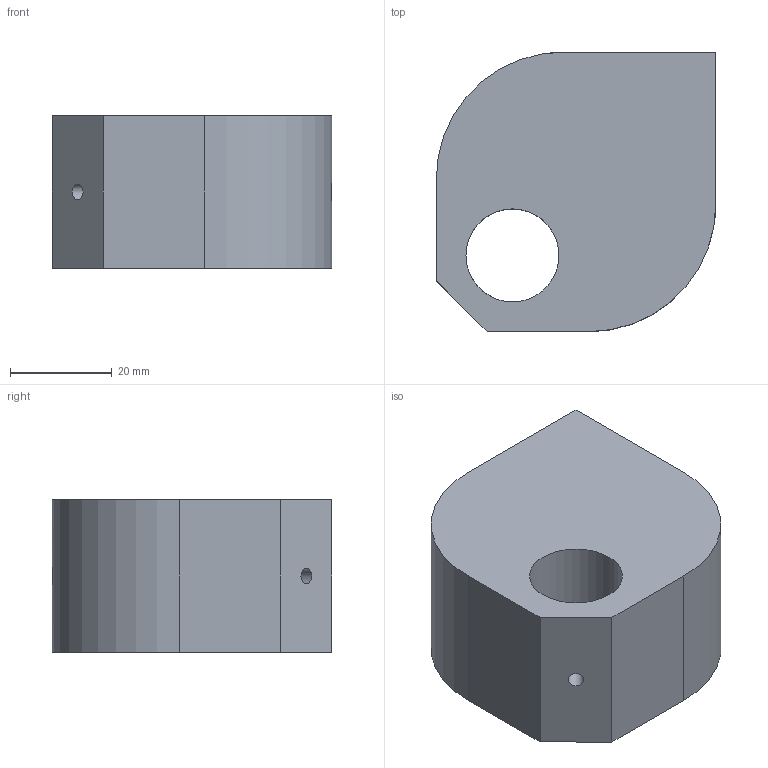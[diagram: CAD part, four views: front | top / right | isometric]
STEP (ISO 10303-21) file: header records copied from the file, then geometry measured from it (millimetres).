
FILE_DESCRIPTION(/* description */ (''),/* implementation_level */ '2;1');
FILE_NAME(/* name */ 'leafTop.step',/* time_stamp */ '2024-11-10T13:54:12+02:00',/* author */ (''),/* organization */ (''),/* preprocessor_version */ 'ST-DEVELOPER v20',/* originating_system */ 'Autodesk Translation Framework v13.20.0.188',/* authorisation */ '');
FILE_SCHEMA (('AUTOMOTIVE_DESIGN { 1 0 10303 214 3 1 1 }'));
Length unit declared in the file: millimetre
Products named in the file (1): FusionComponent
Bounding box: 55 x 55 x 30 mm (x, y, z)
Volume: 69715 mm3; surface area: 14460.6 mm2
Topology: 1 solids, 1 shells, 17 faces, 46 edges, 31 vertices
Faces by surface type: plane 13, cylinder 4
Full cylindrical faces by diameter (mm): 3 x1, 18.3 x1
Entity records: 610 total; most frequent: CARTESIAN_POINT 129, ORIENTED_EDGE 92, DIRECTION 91, EDGE_CURVE 46, LINE 33, VECTOR 33, VERTEX_POINT 31, AXIS2_PLACEMENT_3D 29
